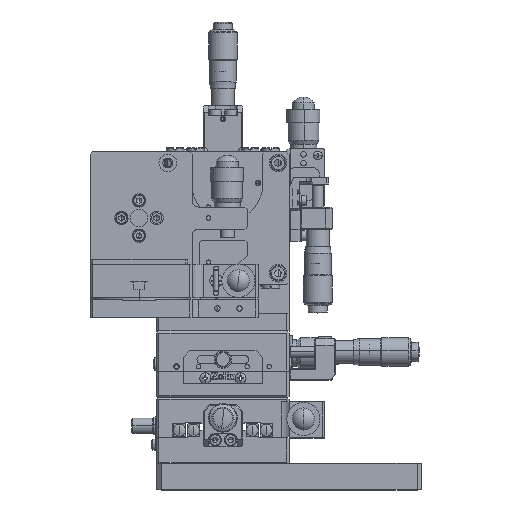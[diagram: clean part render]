
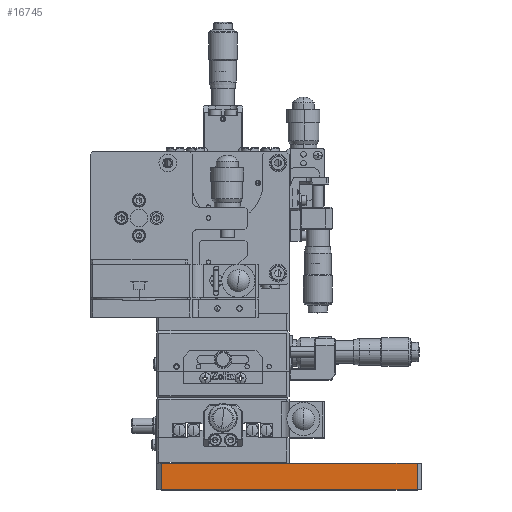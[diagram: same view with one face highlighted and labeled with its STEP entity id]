
A CAD part, top view. The second image highlights one B-rep face of the part: STEP entity #16745.
In plain terms, the highlighted planar face has unit normal (0, 0, 1).
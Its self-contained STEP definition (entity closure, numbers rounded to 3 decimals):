
#996 = PLANE ( 'NONE',  #27172 ) ;
#4348 = EDGE_CURVE ( 'NONE', #107043, #73310, #7815, .T. ) ;
#4613 = CARTESIAN_POINT ( 'NONE',  ( 58., 12., 45. ) ) ;
#6072 = DIRECTION ( 'NONE',  ( 1., 0., 0. ) ) ;
#7815 = LINE ( 'NONE', #62719, #104229 ) ;
#11415 = ORIENTED_EDGE ( 'NONE', *, *, #33362, .T. ) ;
#16745 = ADVANCED_FACE ( 'NONE', ( #37250 ), #996, .F. ) ;
#18091 = DIRECTION ( 'NONE',  ( 0., 1., 0. ) ) ;
#23822 = ORIENTED_EDGE ( 'NONE', *, *, #4348, .F. ) ;
#27172 = AXIS2_PLACEMENT_3D ( 'NONE', #114475, #67014, #86704 ) ;
#32395 = CARTESIAN_POINT ( 'NONE',  ( 58., 0., 45. ) ) ;
#33362 = EDGE_CURVE ( 'NONE', #112395, #73310, #51506, .T. ) ;
#34921 = DIRECTION ( 'NONE',  ( 0., -1., 0. ) ) ;
#37250 = FACE_OUTER_BOUND ( 'NONE', #74277, .T. ) ;
#50582 = VECTOR ( 'NONE', #34921, 1000. ) ;
#51506 = LINE ( 'NONE', #84209, #99666 ) ;
#58012 = VERTEX_POINT ( 'NONE', #74859 ) ;
#62719 = CARTESIAN_POINT ( 'NONE',  ( -60., 12., 45. ) ) ;
#67014 = DIRECTION ( 'NONE',  ( 0., 0., -1. ) ) ;
#73310 = VERTEX_POINT ( 'NONE', #4613 ) ;
#74080 = EDGE_CURVE ( 'NONE', #58012, #112395, #76854, .T. ) ;
#74277 = EDGE_LOOP ( 'NONE', ( #111517, #11415, #23822, #115094 ) ) ;
#74859 = CARTESIAN_POINT ( 'NONE',  ( -58., 0., 45. ) ) ;
#76854 = LINE ( 'NONE', #91007, #94342 ) ;
#81498 = CARTESIAN_POINT ( 'NONE',  ( -58., 12., 45. ) ) ;
#83496 = CARTESIAN_POINT ( 'NONE',  ( -58., 12., 45. ) ) ;
#84209 = CARTESIAN_POINT ( 'NONE',  ( 58., 12., 45. ) ) ;
#86704 = DIRECTION ( 'NONE',  ( -1., 0., 0. ) ) ;
#91007 = CARTESIAN_POINT ( 'NONE',  ( -60., 0., 45. ) ) ;
#94342 = VECTOR ( 'NONE', #6072, 1000. ) ;
#99666 = VECTOR ( 'NONE', #18091, 1000. ) ;
#103198 = LINE ( 'NONE', #81498, #50582 ) ;
#104229 = VECTOR ( 'NONE', #118326, 1000. ) ;
#106927 = EDGE_CURVE ( 'NONE', #107043, #58012, #103198, .T. ) ;
#107043 = VERTEX_POINT ( 'NONE', #83496 ) ;
#111517 = ORIENTED_EDGE ( 'NONE', *, *, #74080, .T. ) ;
#112395 = VERTEX_POINT ( 'NONE', #32395 ) ;
#114475 = CARTESIAN_POINT ( 'NONE',  ( -60., 12., 45. ) ) ;
#115094 = ORIENTED_EDGE ( 'NONE', *, *, #106927, .T. ) ;
#118326 = DIRECTION ( 'NONE',  ( 1., 0., 0. ) ) ;
